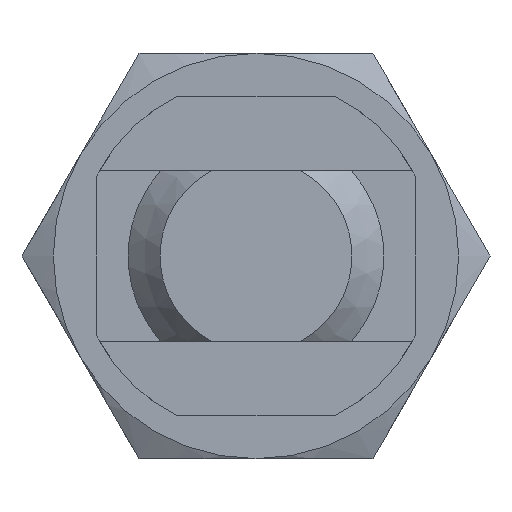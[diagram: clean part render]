
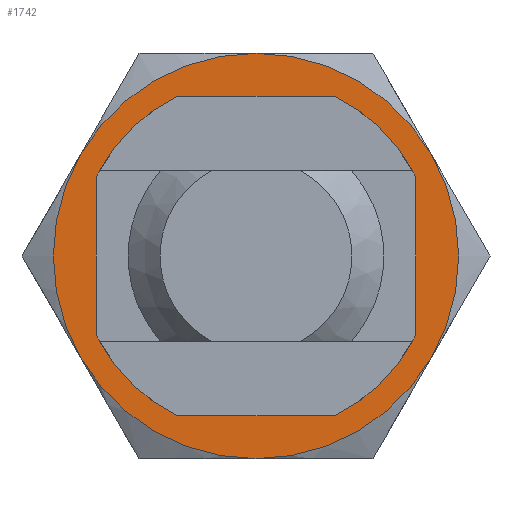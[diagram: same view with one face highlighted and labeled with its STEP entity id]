
A CAD part, left-side view. The second image highlights one B-rep face of the part: STEP entity #1742.
In plain terms, the highlighted planar face has unit normal (-1, 0, 0).
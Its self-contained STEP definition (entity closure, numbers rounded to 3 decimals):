
#685=VERTEX_POINT('',#2741);
#689=VERTEX_POINT('',#2759);
#693=VERTEX_POINT('',#2777);
#698=VERTEX_POINT('',#2795);
#699=VERTEX_POINT('',#2797);
#703=VERTEX_POINT('',#2819);
#704=VERTEX_POINT('',#2825);
#705=VERTEX_POINT('',#2827);
#778=CIRCLE('',#1903,6.);
#779=CIRCLE('',#1904,6.);
#786=CIRCLE('',#1914,9.5);
#787=CIRCLE('',#1916,9.5);
#788=CIRCLE('',#1918,9.5);
#789=CIRCLE('',#1920,9.5);
#790=CIRCLE('',#1921,9.5);
#791=CIRCLE('',#1922,9.5);
#980=EDGE_CURVE('',#699,#698,#778,.T.);
#981=EDGE_CURVE('',#698,#699,#779,.T.);
#989=EDGE_CURVE('',#685,#693,#786,.T.);
#990=EDGE_CURVE('',#689,#685,#787,.T.);
#991=EDGE_CURVE('',#703,#689,#788,.T.);
#993=EDGE_CURVE('',#704,#703,#789,.F.);
#994=EDGE_CURVE('',#705,#704,#790,.F.);
#995=EDGE_CURVE('',#693,#705,#791,.F.);
#1390=ORIENTED_EDGE('',*,*,#991,.F.);
#1391=ORIENTED_EDGE('',*,*,#993,.F.);
#1392=ORIENTED_EDGE('',*,*,#994,.F.);
#1393=ORIENTED_EDGE('',*,*,#995,.F.);
#1394=ORIENTED_EDGE('',*,*,#989,.F.);
#1395=ORIENTED_EDGE('',*,*,#990,.F.);
#1396=ORIENTED_EDGE('',*,*,#980,.T.);
#1397=ORIENTED_EDGE('',*,*,#981,.T.);
#1537=EDGE_LOOP('',(#1390,#1391,#1392,#1393,#1394,#1395));
#1538=EDGE_LOOP('',(#1396,#1397));
#1647=FACE_BOUND('',#1537,.T.);
#1648=FACE_BOUND('',#1538,.T.);
#1742=ADVANCED_FACE('',(#1647,#1648),#2930,.F.);
#1903=AXIS2_PLACEMENT_3D('',#2796,#2295,#2296);
#1904=AXIS2_PLACEMENT_3D('',#2798,#2297,#2298);
#1914=AXIS2_PLACEMENT_3D('',#2814,#2316,#2317);
#1916=AXIS2_PLACEMENT_3D('',#2816,#2320,#2321);
#1918=AXIS2_PLACEMENT_3D('',#2818,#2324,#2325);
#1919=AXIS2_PLACEMENT_3D('',#2823,#2326,$);
#1920=AXIS2_PLACEMENT_3D('',#2824,#2327,#2328);
#1921=AXIS2_PLACEMENT_3D('',#2826,#2329,#2330);
#1922=AXIS2_PLACEMENT_3D('',#2828,#2331,#2332);
#2295=DIRECTION('',(1.,0.,0.));
#2296=DIRECTION('',(0.,0.,6.));
#2297=DIRECTION('',(1.,0.,0.));
#2298=DIRECTION('',(0.,0.,6.));
#2316=DIRECTION('',(1.,0.,0.));
#2317=DIRECTION('',(0.,0.,-9.5));
#2320=DIRECTION('',(1.,0.,0.));
#2321=DIRECTION('',(0.,0.,-9.5));
#2324=DIRECTION('',(1.,0.,0.));
#2325=DIRECTION('',(0.,0.,-9.5));
#2326=DIRECTION('',(1.,0.,0.));
#2327=DIRECTION('',(-1.,0.,0.));
#2328=DIRECTION('',(0.,0.,-9.5));
#2329=DIRECTION('',(-1.,0.,0.));
#2330=DIRECTION('',(0.,0.,-9.5));
#2331=DIRECTION('',(-1.,0.,0.));
#2332=DIRECTION('',(0.,0.,-9.5));
#2741=CARTESIAN_POINT('',(0.,0.,9.5));
#2759=CARTESIAN_POINT('',(0.,8.227,4.75));
#2777=CARTESIAN_POINT('',(0.,-8.227,4.75));
#2795=CARTESIAN_POINT('',(0.,0.,6.));
#2796=CARTESIAN_POINT('',(0.,0.,0.));
#2797=CARTESIAN_POINT('',(0.,0.,-6.));
#2798=CARTESIAN_POINT('',(0.,0.,0.));
#2814=CARTESIAN_POINT('',(0.,0.,0.));
#2816=CARTESIAN_POINT('',(0.,0.,0.));
#2818=CARTESIAN_POINT('',(0.,0.,0.));
#2819=CARTESIAN_POINT('',(0.,8.227,-4.75));
#2823=CARTESIAN_POINT('',(0.,0.,0.));
#2824=CARTESIAN_POINT('',(0.,0.,0.));
#2825=CARTESIAN_POINT('',(0.,0.,-9.5));
#2826=CARTESIAN_POINT('',(0.,0.,0.));
#2827=CARTESIAN_POINT('',(0.,-8.227,-4.75));
#2828=CARTESIAN_POINT('',(0.,0.,0.));
#2930=PLANE('',#1919);
